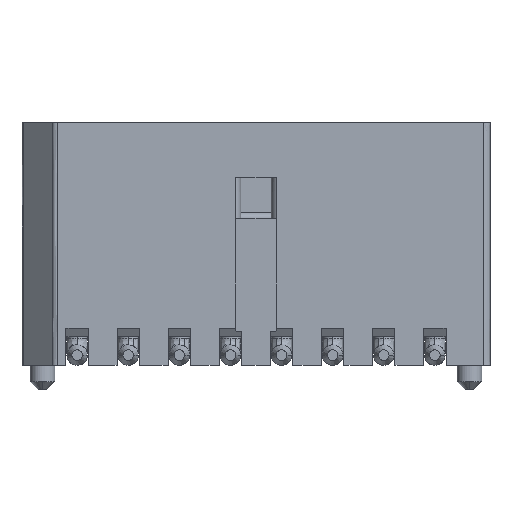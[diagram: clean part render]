
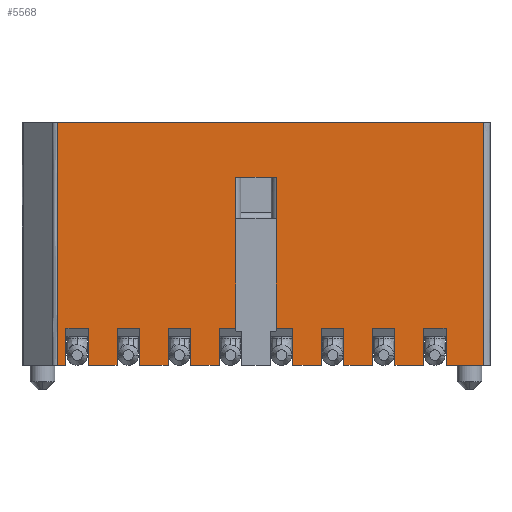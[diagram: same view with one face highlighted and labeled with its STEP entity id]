
A CAD part, front view. The second image highlights one B-rep face of the part: STEP entity #5568.
In plain terms, the highlighted planar face has unit normal (0, -1, 0).
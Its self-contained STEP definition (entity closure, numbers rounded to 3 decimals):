
#101=CARTESIAN_POINT('',(-5.275,-2.,-3.1));
#102=VERTEX_POINT('',#101);
#109=CARTESIAN_POINT('',(-5.488,-2.,-3.1));
#110=VERTEX_POINT('',#109);
#111=CARTESIAN_POINT('',(-5.275,-2.,-3.1));
#112=DIRECTION('',(-1.,0.,0.));
#113=VECTOR('',#112,0.213);
#114=LINE('',#111,#113);
#115=EDGE_CURVE('',#102,#110,#114,.T.);
#300=CARTESIAN_POINT('',(-5.275,-2.,-2.194));
#301=VERTEX_POINT('',#300);
#308=CARTESIAN_POINT('',(-5.275,-2.,-2.194));
#309=DIRECTION('',(0.,0.,-1.));
#310=VECTOR('',#309,0.906);
#311=LINE('',#308,#310);
#312=EDGE_CURVE('',#301,#102,#311,.T.);
#513=CARTESIAN_POINT('',(-4.725,-2.,-2.194));
#514=VERTEX_POINT('',#513);
#521=CARTESIAN_POINT('',(-4.725,-2.,-2.194));
#522=DIRECTION('',(-1.,0.,0.));
#523=VECTOR('',#522,0.55);
#524=LINE('',#521,#523);
#525=EDGE_CURVE('',#514,#301,#524,.T.);
#537=CARTESIAN_POINT('',(-4.725,-2.,-3.1));
#538=VERTEX_POINT('',#537);
#545=CARTESIAN_POINT('',(-4.725,-2.,-3.1));
#546=DIRECTION('',(0.,0.,1.));
#547=VECTOR('',#546,0.906);
#548=LINE('',#545,#547);
#549=EDGE_CURVE('',#538,#514,#548,.T.);
#577=CARTESIAN_POINT('',(-4.025,-2.,-3.1));
#578=VERTEX_POINT('',#577);
#585=CARTESIAN_POINT('',(-4.025,-2.,-3.1));
#586=DIRECTION('',(-1.,0.,0.));
#587=VECTOR('',#586,0.7);
#588=LINE('',#585,#587);
#589=EDGE_CURVE('',#578,#538,#588,.T.);
#679=CARTESIAN_POINT('',(-4.025,-2.,-2.194));
#680=VERTEX_POINT('',#679);
#687=CARTESIAN_POINT('',(-4.025,-2.,-2.194));
#688=DIRECTION('',(0.,0.,-1.));
#689=VECTOR('',#688,0.906);
#690=LINE('',#687,#689);
#691=EDGE_CURVE('',#680,#578,#690,.T.);
#1573=CARTESIAN_POINT('',(-5.488,-2.,2.85));
#1574=VERTEX_POINT('',#1573);
#1575=CARTESIAN_POINT('',(-5.488,-2.,-3.1));
#1576=DIRECTION('',(0.,0.,1.));
#1577=VECTOR('',#1576,5.95);
#1578=LINE('',#1575,#1577);
#1579=EDGE_CURVE('',#110,#1574,#1578,.T.);
#4131=CARTESIAN_POINT('',(-3.475,-2.,-2.194));
#4132=VERTEX_POINT('',#4131);
#4139=CARTESIAN_POINT('',(-3.475,-2.,-2.194));
#4140=DIRECTION('',(-1.,0.,0.));
#4141=VECTOR('',#4140,0.55);
#4142=LINE('',#4139,#4141);
#4143=EDGE_CURVE('',#4132,#680,#4142,.T.);
#5331=CARTESIAN_POINT('',(-0.269,-2.,-0.125));
#5332=DIRECTION('',(0.,0.,1.));
#5333=DIRECTION('',(0.,-1.,0.));
#5334=AXIS2_PLACEMENT_3D('',#5331,#5333,#5332);
#5335=PLANE('',#5334);
#5336=CARTESIAN_POINT('',(-2.225,-2.,-2.194));
#5337=VERTEX_POINT('',#5336);
#5338=CARTESIAN_POINT('',(-2.225,-2.,-3.1));
#5339=VERTEX_POINT('',#5338);
#5340=CARTESIAN_POINT('',(-2.225,-2.,-2.194));
#5341=DIRECTION('',(0.,0.,-1.));
#5342=VECTOR('',#5341,0.906);
#5343=LINE('',#5340,#5342);
#5344=EDGE_CURVE('',#5337,#5339,#5343,.T.);
#5345=ORIENTED_EDGE('E370',*,*,#5344,.T.);
#5346=CARTESIAN_POINT('',(-1.525,-2.,-3.1));
#5347=VERTEX_POINT('',#5346);
#5348=CARTESIAN_POINT('',(-2.225,-2.,-3.1));
#5349=DIRECTION('',(1.,0.,0.));
#5350=VECTOR('',#5349,0.7);
#5351=LINE('',#5348,#5350);
#5352=EDGE_CURVE('',#5339,#5347,#5351,.T.);
#5353=ORIENTED_EDGE('E371',*,*,#5352,.T.);
#5354=CARTESIAN_POINT('',(-1.525,-2.,-2.194));
#5355=VERTEX_POINT('',#5354);
#5356=CARTESIAN_POINT('',(-1.525,-2.,-3.1));
#5357=DIRECTION('',(0.,0.,1.));
#5358=VECTOR('',#5357,0.906);
#5359=LINE('',#5356,#5358);
#5360=EDGE_CURVE('',#5347,#5355,#5359,.T.);
#5361=ORIENTED_EDGE('E372',*,*,#5360,.T.);
#5362=CARTESIAN_POINT('',(-1.125,-2.,-2.194));
#5363=VERTEX_POINT('',#5362);
#5364=CARTESIAN_POINT('',(-1.525,-2.,-2.194));
#5365=DIRECTION('',(1.,0.,0.));
#5366=VECTOR('',#5365,0.4);
#5367=LINE('',#5364,#5366);
#5368=EDGE_CURVE('',#5355,#5363,#5367,.T.);
#5369=ORIENTED_EDGE('E373',*,*,#5368,.T.);
#5370=CARTESIAN_POINT('',(-1.125,-2.,1.5));
#5371=VERTEX_POINT('',#5370);
#5372=CARTESIAN_POINT('',(-1.125,-2.,-2.194));
#5373=DIRECTION('',(0.,0.,1.));
#5374=VECTOR('',#5373,3.694);
#5375=LINE('',#5372,#5374);
#5376=EDGE_CURVE('',#5363,#5371,#5375,.T.);
#5377=ORIENTED_EDGE('E374',*,*,#5376,.T.);
#5378=CARTESIAN_POINT('',(-0.125,-2.,1.5));
#5379=VERTEX_POINT('',#5378);
#5380=CARTESIAN_POINT('',(-1.125,-2.,1.5));
#5381=DIRECTION('',(1.,0.,0.));
#5382=VECTOR('',#5381,1.);
#5383=LINE('',#5380,#5382);
#5384=EDGE_CURVE('',#5371,#5379,#5383,.T.);
#5385=ORIENTED_EDGE('E375',*,*,#5384,.T.);
#5386=CARTESIAN_POINT('',(-0.125,-2.,-2.194));
#5387=VERTEX_POINT('',#5386);
#5388=CARTESIAN_POINT('',(-0.125,-2.,1.5));
#5389=DIRECTION('',(0.,0.,-1.));
#5390=VECTOR('',#5389,3.694);
#5391=LINE('',#5388,#5390);
#5392=EDGE_CURVE('',#5379,#5387,#5391,.T.);
#5393=ORIENTED_EDGE('E376',*,*,#5392,.T.);
#5394=CARTESIAN_POINT('',(0.275,-2.,-2.194));
#5395=VERTEX_POINT('',#5394);
#5396=CARTESIAN_POINT('',(-0.125,-2.,-2.194));
#5397=DIRECTION('',(1.,0.,0.));
#5398=VECTOR('',#5397,0.4);
#5399=LINE('',#5396,#5398);
#5400=EDGE_CURVE('',#5387,#5395,#5399,.T.);
#5401=ORIENTED_EDGE('E377',*,*,#5400,.T.);
#5402=CARTESIAN_POINT('',(0.275,-2.,-3.1));
#5403=VERTEX_POINT('',#5402);
#5404=CARTESIAN_POINT('',(0.275,-2.,-2.194));
#5405=DIRECTION('',(0.,0.,-1.));
#5406=VECTOR('',#5405,0.906);
#5407=LINE('',#5404,#5406);
#5408=EDGE_CURVE('',#5395,#5403,#5407,.T.);
#5409=ORIENTED_EDGE('E378',*,*,#5408,.T.);
#5410=CARTESIAN_POINT('',(0.975,-2.,-3.1));
#5411=VERTEX_POINT('',#5410);
#5412=CARTESIAN_POINT('',(0.275,-2.,-3.1));
#5413=DIRECTION('',(1.,0.,0.));
#5414=VECTOR('',#5413,0.7);
#5415=LINE('',#5412,#5414);
#5416=EDGE_CURVE('',#5403,#5411,#5415,.T.);
#5417=ORIENTED_EDGE('E379',*,*,#5416,.T.);
#5418=CARTESIAN_POINT('',(0.975,-2.,-2.194));
#5419=VERTEX_POINT('',#5418);
#5420=CARTESIAN_POINT('',(0.975,-2.,-3.1));
#5421=DIRECTION('',(0.,0.,1.));
#5422=VECTOR('',#5421,0.906);
#5423=LINE('',#5420,#5422);
#5424=EDGE_CURVE('',#5411,#5419,#5423,.T.);
#5425=ORIENTED_EDGE('E380',*,*,#5424,.T.);
#5426=CARTESIAN_POINT('',(1.525,-2.,-2.194));
#5427=VERTEX_POINT('',#5426);
#5428=CARTESIAN_POINT('',(0.975,-2.,-2.194));
#5429=DIRECTION('',(1.,0.,0.));
#5430=VECTOR('',#5429,0.55);
#5431=LINE('',#5428,#5430);
#5432=EDGE_CURVE('',#5419,#5427,#5431,.T.);
#5433=ORIENTED_EDGE('E381',*,*,#5432,.T.);
#5434=CARTESIAN_POINT('',(1.525,-2.,-3.1));
#5435=VERTEX_POINT('',#5434);
#5436=CARTESIAN_POINT('',(1.525,-2.,-2.194));
#5437=DIRECTION('',(0.,0.,-1.));
#5438=VECTOR('',#5437,0.906);
#5439=LINE('',#5436,#5438);
#5440=EDGE_CURVE('',#5427,#5435,#5439,.T.);
#5441=ORIENTED_EDGE('E382',*,*,#5440,.T.);
#5442=CARTESIAN_POINT('',(2.225,-2.,-3.1));
#5443=VERTEX_POINT('',#5442);
#5444=CARTESIAN_POINT('',(1.525,-2.,-3.1));
#5445=DIRECTION('',(1.,0.,0.));
#5446=VECTOR('',#5445,0.7);
#5447=LINE('',#5444,#5446);
#5448=EDGE_CURVE('',#5435,#5443,#5447,.T.);
#5449=ORIENTED_EDGE('E383',*,*,#5448,.T.);
#5450=CARTESIAN_POINT('',(2.225,-2.,-2.194));
#5451=VERTEX_POINT('',#5450);
#5452=CARTESIAN_POINT('',(2.225,-2.,-3.1));
#5453=DIRECTION('',(0.,0.,1.));
#5454=VECTOR('',#5453,0.906);
#5455=LINE('',#5452,#5454);
#5456=EDGE_CURVE('',#5443,#5451,#5455,.T.);
#5457=ORIENTED_EDGE('E384',*,*,#5456,.T.);
#5458=CARTESIAN_POINT('',(2.775,-2.,-2.194));
#5459=VERTEX_POINT('',#5458);
#5460=CARTESIAN_POINT('',(2.225,-2.,-2.194));
#5461=DIRECTION('',(1.,0.,0.));
#5462=VECTOR('',#5461,0.55);
#5463=LINE('',#5460,#5462);
#5464=EDGE_CURVE('',#5451,#5459,#5463,.T.);
#5465=ORIENTED_EDGE('E385',*,*,#5464,.T.);
#5466=CARTESIAN_POINT('',(2.775,-2.,-3.1));
#5467=VERTEX_POINT('',#5466);
#5468=CARTESIAN_POINT('',(2.775,-2.,-2.194));
#5469=DIRECTION('',(0.,0.,-1.));
#5470=VECTOR('',#5469,0.906);
#5471=LINE('',#5468,#5470);
#5472=EDGE_CURVE('',#5459,#5467,#5471,.T.);
#5473=ORIENTED_EDGE('E386',*,*,#5472,.T.);
#5474=CARTESIAN_POINT('',(3.475,-2.,-3.1));
#5475=VERTEX_POINT('',#5474);
#5476=CARTESIAN_POINT('',(2.775,-2.,-3.1));
#5477=DIRECTION('',(1.,0.,0.));
#5478=VECTOR('',#5477,0.7);
#5479=LINE('',#5476,#5478);
#5480=EDGE_CURVE('',#5467,#5475,#5479,.T.);
#5481=ORIENTED_EDGE('E387',*,*,#5480,.T.);
#5482=CARTESIAN_POINT('',(3.475,-2.,-2.194));
#5483=VERTEX_POINT('',#5482);
#5484=CARTESIAN_POINT('',(3.475,-2.,-3.1));
#5485=DIRECTION('',(0.,0.,1.));
#5486=VECTOR('',#5485,0.906);
#5487=LINE('',#5484,#5486);
#5488=EDGE_CURVE('',#5475,#5483,#5487,.T.);
#5489=ORIENTED_EDGE('E388',*,*,#5488,.T.);
#5490=CARTESIAN_POINT('',(4.025,-2.,-2.194));
#5491=VERTEX_POINT('',#5490);
#5492=CARTESIAN_POINT('',(3.475,-2.,-2.194));
#5493=DIRECTION('',(1.,0.,0.));
#5494=VECTOR('',#5493,0.55);
#5495=LINE('',#5492,#5494);
#5496=EDGE_CURVE('',#5483,#5491,#5495,.T.);
#5497=ORIENTED_EDGE('E389',*,*,#5496,.T.);
#5498=CARTESIAN_POINT('',(4.025,-2.,-3.1));
#5499=VERTEX_POINT('',#5498);
#5500=CARTESIAN_POINT('',(4.025,-2.,-2.194));
#5501=DIRECTION('',(0.,0.,-1.));
#5502=VECTOR('',#5501,0.906);
#5503=LINE('',#5500,#5502);
#5504=EDGE_CURVE('',#5491,#5499,#5503,.T.);
#5505=ORIENTED_EDGE('E390',*,*,#5504,.T.);
#5506=CARTESIAN_POINT('',(4.95,-2.,-3.1));
#5507=VERTEX_POINT('',#5506);
#5508=CARTESIAN_POINT('',(4.025,-2.,-3.1));
#5509=DIRECTION('',(1.,0.,0.));
#5510=VECTOR('',#5509,0.925);
#5511=LINE('',#5508,#5510);
#5512=EDGE_CURVE('',#5499,#5507,#5511,.T.);
#5513=ORIENTED_EDGE('E391',*,*,#5512,.T.);
#5514=CARTESIAN_POINT('',(4.95,-2.,2.85));
#5515=VERTEX_POINT('',#5514);
#5516=CARTESIAN_POINT('',(4.95,-2.,-3.1));
#5517=DIRECTION('',(0.,0.,1.));
#5518=VECTOR('',#5517,5.95);
#5519=LINE('',#5516,#5518);
#5520=EDGE_CURVE('',#5507,#5515,#5519,.T.);
#5521=ORIENTED_EDGE('E392',*,*,#5520,.T.);
#5522=CARTESIAN_POINT('',(4.95,-2.,2.85));
#5523=DIRECTION('',(-1.,0.,0.));
#5524=VECTOR('',#5523,10.438);
#5525=LINE('',#5522,#5524);
#5526=EDGE_CURVE('',#5515,#1574,#5525,.T.);
#5527=ORIENTED_EDGE('E393',*,*,#5526,.T.);
#5528=ORIENTED_EDGE('E393',*,*,#1579,.F.);
#5529=ORIENTED_EDGE('E393',*,*,#115,.F.);
#5530=ORIENTED_EDGE('E393',*,*,#312,.F.);
#5531=ORIENTED_EDGE('E393',*,*,#525,.F.);
#5532=ORIENTED_EDGE('E393',*,*,#549,.F.);
#5533=ORIENTED_EDGE('E393',*,*,#589,.F.);
#5534=ORIENTED_EDGE('E393',*,*,#691,.F.);
#5535=ORIENTED_EDGE('E393',*,*,#4143,.F.);
#5536=CARTESIAN_POINT('',(-3.475,-2.,-3.1));
#5537=VERTEX_POINT('',#5536);
#5538=CARTESIAN_POINT('',(-3.475,-2.,-2.194));
#5539=DIRECTION('',(0.,0.,-1.));
#5540=VECTOR('',#5539,0.906);
#5541=LINE('',#5538,#5540);
#5542=EDGE_CURVE('',#4132,#5537,#5541,.T.);
#5543=ORIENTED_EDGE('E394',*,*,#5542,.T.);
#5544=CARTESIAN_POINT('',(-2.775,-2.,-3.1));
#5545=VERTEX_POINT('',#5544);
#5546=CARTESIAN_POINT('',(-3.475,-2.,-3.1));
#5547=DIRECTION('',(1.,0.,0.));
#5548=VECTOR('',#5547,0.7);
#5549=LINE('',#5546,#5548);
#5550=EDGE_CURVE('',#5537,#5545,#5549,.T.);
#5551=ORIENTED_EDGE('E395',*,*,#5550,.T.);
#5552=CARTESIAN_POINT('',(-2.775,-2.,-2.194));
#5553=VERTEX_POINT('',#5552);
#5554=CARTESIAN_POINT('',(-2.775,-2.,-3.1));
#5555=DIRECTION('',(0.,0.,1.));
#5556=VECTOR('',#5555,0.906);
#5557=LINE('',#5554,#5556);
#5558=EDGE_CURVE('',#5545,#5553,#5557,.T.);
#5559=ORIENTED_EDGE('E396',*,*,#5558,.T.);
#5560=CARTESIAN_POINT('',(-2.775,-2.,-2.194));
#5561=DIRECTION('',(1.,0.,0.));
#5562=VECTOR('',#5561,0.55);
#5563=LINE('',#5560,#5562);
#5564=EDGE_CURVE('',#5553,#5337,#5563,.T.);
#5565=ORIENTED_EDGE('E397',*,*,#5564,.T.);
#5566=EDGE_LOOP('',(#5345,#5353,#5361,#5369,#5377,#5385,#5393,#5401,#5409,#5417,#5425,#5433,#5441,#5449,#5457,#5465,#5473,#5481,#5489,#5497,#5505,#5513,#5521,#5527,#5528,#5529,#5530,#5531,#5532,#5533,#5534,#5535,#5543,#5551,#5559,#5565));
#5567=FACE_OUTER_BOUND('',#5566,.T.);
#5568=ADVANCED_FACE('F130',(#5567),#5335,.T.);
